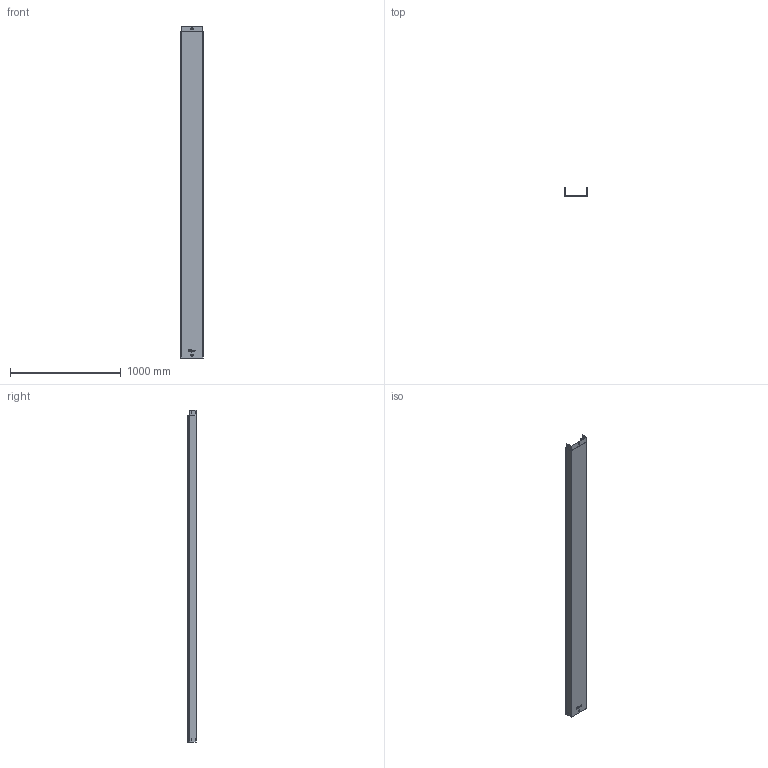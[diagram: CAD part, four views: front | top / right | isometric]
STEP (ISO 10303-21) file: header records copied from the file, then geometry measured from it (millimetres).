
FILE_DESCRIPTION (( 'STEP AP203' ), '1' );
FILE_NAME ('Cable tray 80õ200õ3000.STEP', '2019-04-24T06:26:48', ( '' ), ( '' ), 'SwSTEP 2.0', 'SolidWorks 2017', '' );
FILE_SCHEMA (( 'CONFIG_CONTROL_DESIGN' ));
Length unit declared in the file: millimetre
Products named in the file (1): Cable tray 80õ200õ3000
Bounding box: 203.08 x 81.34 x 3000 mm (x, y, z)
Volume: 923305.5 mm3; surface area: 2314020.8 mm2
Topology: 1 solids, 1 shells, 423 faces, 1043 edges, 642 vertices
Faces by surface type: plane 178, cylinder 137, bspline 67, torus 41
Entity records: 16761 total; most frequent: CARTESIAN_POINT 7069, ORIENTED_EDGE 2086, DIRECTION 1868, EDGE_CURVE 1043, VERTEX_POINT 642, AXIS2_PLACEMENT_3D 641, VECTOR 586, LINE 586
